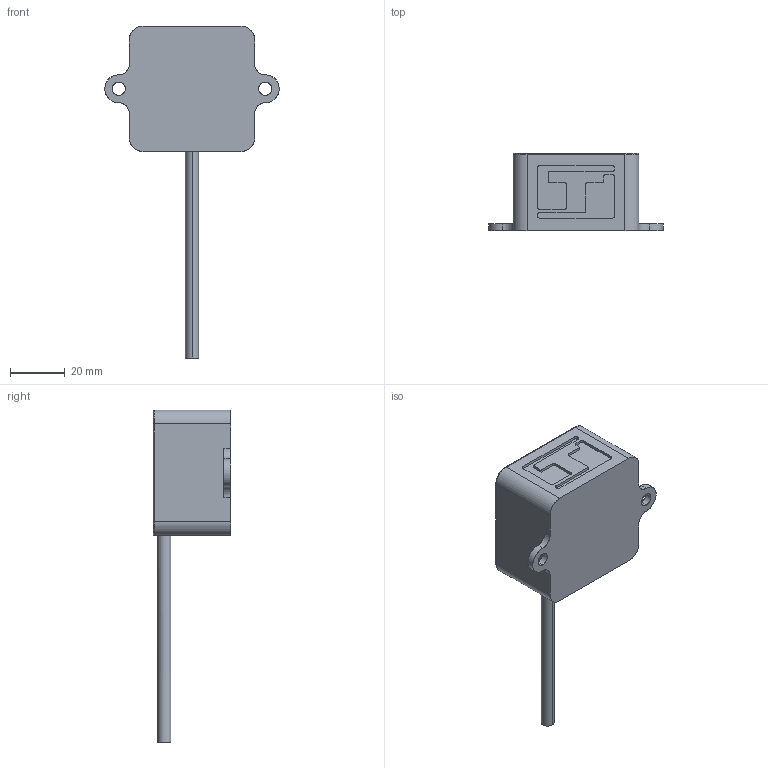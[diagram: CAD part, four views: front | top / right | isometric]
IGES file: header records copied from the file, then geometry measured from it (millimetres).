
Start section: SolidWorks IGES file using analytic representation for surfaces
Global section: file name: IM-1.IGS; native system: SolidWorks 2011; preprocessor: SolidWorks 2011; author: Daniel; date: 120710.154936; units: inch
Bounding box: 63.5 x 28.19 x 120.9 mm (x, y, z)
Surface area: 10950.3 mm2 (no closed solid volume)
Topology: 0 solids, 0 shells, 263 faces, 3143 edges, 3143 vertices
Faces by surface type: bspline 230, revolution 33
